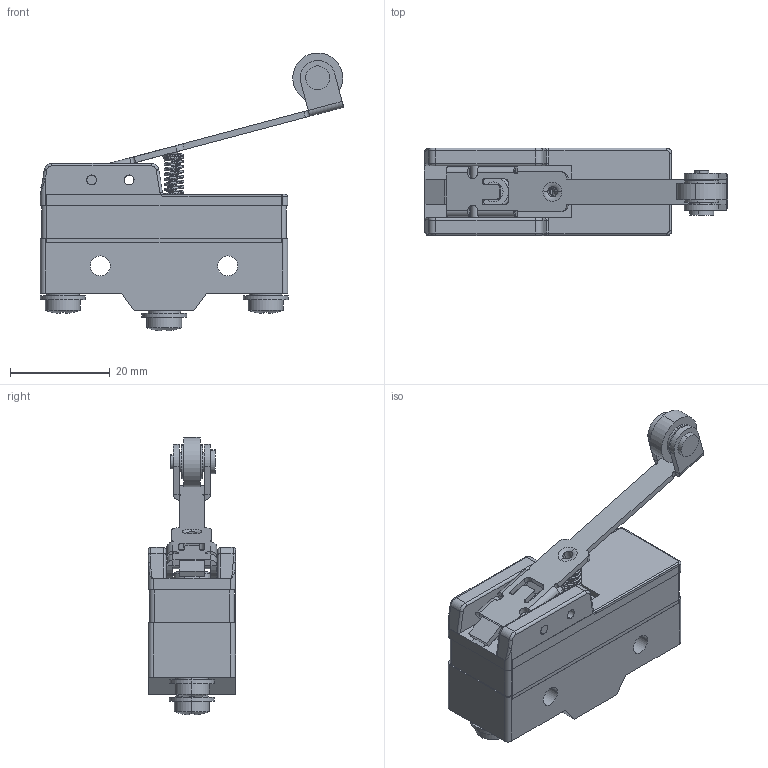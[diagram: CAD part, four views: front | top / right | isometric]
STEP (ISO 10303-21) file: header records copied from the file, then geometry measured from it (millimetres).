
FILE_DESCRIPTION((''),'2;1');
FILE_NAME('11G1','2022-03-01T',('qinxiong.ji'),(''),'PRO/ENGINEER BY PARAMETRIC TECHNOLOGY CORPORATION, 2015440','PRO/ENGINEER BY PARAMETRIC TECHNOLOGY CORPORATION, 2015440','');
FILE_SCHEMA(('CONFIG_CONTROL_DESIGN'));
Length unit declared in the file: millimetre
Products named in the file (1): 11G1
Bounding box: 60.7 x 17.55 x 55.63 mm (x, y, z)
Volume: 19180.7 mm3; surface area: 10459.9 mm2
Topology: 3 solids, 13 shells, 428 faces, 1012 edges, 624 vertices
Faces by surface type: plane 227, cylinder 145, bspline 26, torus 16, cone 8, sphere 6
Entity records: 18649 total; most frequent: CARTESIAN_POINT 8639, DIRECTION 2130, ORIENTED_EDGE 2016, EDGE_CURVE 1008, AXIS2_PLACEMENT_3D 784, VERTEX_POINT 624, VECTOR 562, LINE 562
